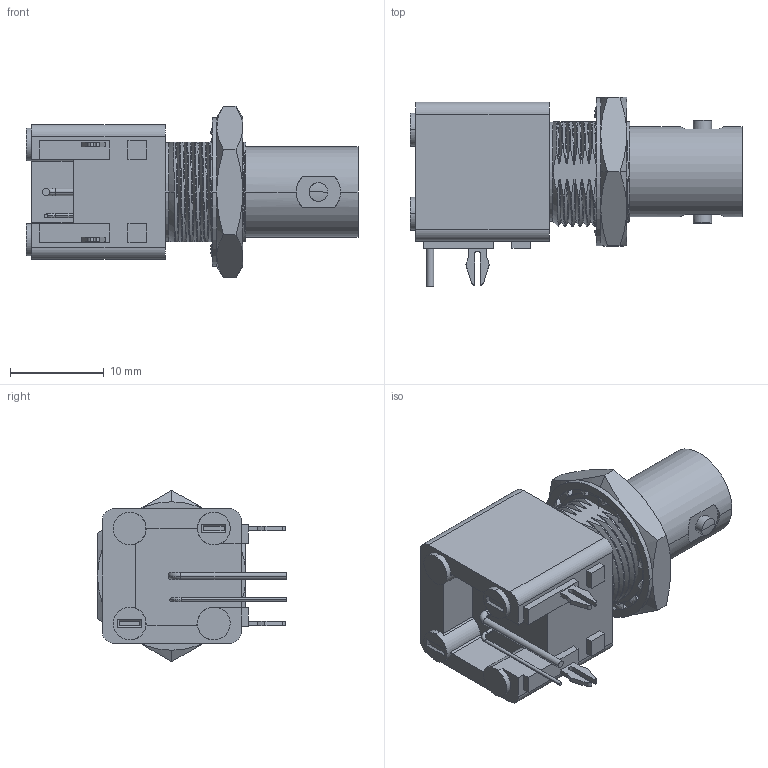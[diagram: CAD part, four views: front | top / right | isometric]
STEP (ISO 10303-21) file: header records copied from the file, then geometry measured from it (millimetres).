
FILE_DESCRIPTION(('STEP AP214'),'1');
FILE_NAME('112502.step','2020-06-01T08:20:53',(' '),('ANSOFT Corporation'),'Spatial InterOp 3D',' ',' ');
FILE_SCHEMA(('AUTOMOTIVE_DESIGN { 1 0 10303 214 1 1 1 1 }'));
Length unit declared in the file: millimetre
Products named in the file (1): 112502_Unnamed_2
Bounding box: 35.5 x 20.22 x 18.33 mm (x, y, z)
Volume: 4057.4 mm3; surface area: 3557.7 mm2
Topology: 1 solids, 1 shells, 486 faces, 1369 edges, 871 vertices
Faces by surface type: bspline 159, plane 150, cylinder 137, cone 36, torus 4
Entity records: 39417 total; most frequent: CARTESIAN_POINT 24878, ORIENTED_EDGE 2618, DIRECTION 1638, EDGE_CURVE 1309, VERTEX_POINT 842, LINE 562, VECTOR 562, AXIS2_PLACEMENT_3D 538
